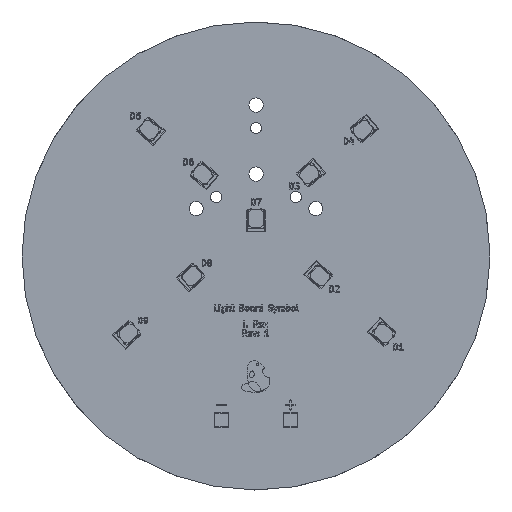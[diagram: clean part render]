
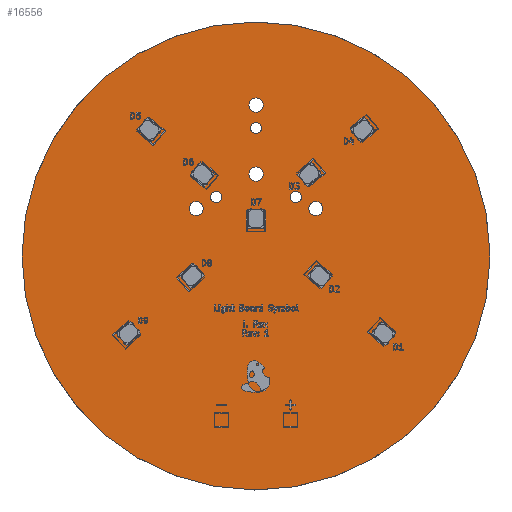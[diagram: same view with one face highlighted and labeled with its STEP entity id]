
A CAD part, top view. The second image highlights one B-rep face of the part: STEP entity #16556.
In plain terms, the highlighted planar face has unit normal (0, 0, 1).
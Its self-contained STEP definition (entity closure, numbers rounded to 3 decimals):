
#16556 = ADVANCED_FACE('',(#16557,#16584,#16595,#16606,#16617,#16628,
    #16639,#16650),#16661,.T.);
#16557 = FACE_BOUND('',#16558,.F.);
#16558 = EDGE_LOOP('',(#16559,#16569,#16578));
#16559 = ORIENTED_EDGE('',*,*,#16560,.T.);
#16560 = EDGE_CURVE('',#16561,#16563,#16565,.T.);
#16561 = VERTEX_POINT('',#16562);
#16562 = CARTESIAN_POINT('',(81.572,40.96,1.566));
#16563 = VERTEX_POINT('',#16564);
#16564 = CARTESIAN_POINT('',(81.569,40.321,1.566));
#16565 = LINE('',#16566,#16567);
#16566 = CARTESIAN_POINT('',(81.572,40.96,1.566));
#16567 = VECTOR('',#16568,1.);
#16568 = DIRECTION('',(-0.004,-1.,0.));
#16569 = ORIENTED_EDGE('',*,*,#16570,.T.);
#16570 = EDGE_CURVE('',#16563,#16571,#16573,.T.);
#16571 = VERTEX_POINT('',#16572);
#16572 = CARTESIAN_POINT('',(81.569,41.599,1.566));
#16573 = CIRCLE('',#16574,40.704);
#16574 = AXIS2_PLACEMENT_3D('',#16575,#16576,#16577);
#16575 = CARTESIAN_POINT('',(40.87,40.96,1.566));
#16576 = DIRECTION('',(-0.,0.,-1.));
#16577 = DIRECTION('',(1.,-0.016,-0.));
#16578 = ORIENTED_EDGE('',*,*,#16579,.T.);
#16579 = EDGE_CURVE('',#16571,#16561,#16580,.T.);
#16580 = LINE('',#16581,#16582);
#16581 = CARTESIAN_POINT('',(81.569,41.599,1.566));
#16582 = VECTOR('',#16583,1.);
#16583 = DIRECTION('',(0.004,-1.,0.));
#16584 = FACE_BOUND('',#16585,.F.);
#16585 = EDGE_LOOP('',(#16586));
#16586 = ORIENTED_EDGE('',*,*,#16587,.T.);
#16587 = EDGE_CURVE('',#16588,#16588,#16590,.T.);
#16588 = VERTEX_POINT('',#16589);
#16589 = CARTESIAN_POINT('',(31.715,49.21,1.566));
#16590 = CIRCLE('',#16591,1.237);
#16591 = AXIS2_PLACEMENT_3D('',#16592,#16593,#16594);
#16592 = CARTESIAN_POINT('',(30.478,49.21,1.566));
#16593 = DIRECTION('',(0.,0.,1.));
#16594 = DIRECTION('',(1.,0.,-0.));
#16595 = FACE_BOUND('',#16596,.F.);
#16596 = EDGE_LOOP('',(#16597));
#16597 = ORIENTED_EDGE('',*,*,#16598,.T.);
#16598 = EDGE_CURVE('',#16599,#16599,#16601,.T.);
#16599 = VERTEX_POINT('',#16600);
#16600 = CARTESIAN_POINT('',(52.5,49.21,1.566));
#16601 = CIRCLE('',#16602,1.237);
#16602 = AXIS2_PLACEMENT_3D('',#16603,#16604,#16605);
#16603 = CARTESIAN_POINT('',(51.262,49.21,1.566));
#16604 = DIRECTION('',(0.,0.,1.));
#16605 = DIRECTION('',(1.,0.,-0.));
#16606 = FACE_BOUND('',#16607,.F.);
#16607 = EDGE_LOOP('',(#16608));
#16608 = ORIENTED_EDGE('',*,*,#16609,.T.);
#16609 = EDGE_CURVE('',#16610,#16610,#16612,.T.);
#16610 = VERTEX_POINT('',#16611);
#16611 = CARTESIAN_POINT('',(34.929,51.21,1.566));
#16612 = CIRCLE('',#16613,0.987);
#16613 = AXIS2_PLACEMENT_3D('',#16614,#16615,#16616);
#16614 = CARTESIAN_POINT('',(33.942,51.21,1.566));
#16615 = DIRECTION('',(0.,0.,1.));
#16616 = DIRECTION('',(1.,0.,-0.));
#16617 = FACE_BOUND('',#16618,.F.);
#16618 = EDGE_LOOP('',(#16619));
#16619 = ORIENTED_EDGE('',*,*,#16620,.T.);
#16620 = EDGE_CURVE('',#16621,#16621,#16623,.T.);
#16621 = VERTEX_POINT('',#16622);
#16622 = CARTESIAN_POINT('',(48.786,51.21,1.566));
#16623 = CIRCLE('',#16624,0.987);
#16624 = AXIS2_PLACEMENT_3D('',#16625,#16626,#16627);
#16625 = CARTESIAN_POINT('',(47.798,51.21,1.566));
#16626 = DIRECTION('',(0.,0.,1.));
#16627 = DIRECTION('',(1.,0.,-0.));
#16628 = FACE_BOUND('',#16629,.F.);
#16629 = EDGE_LOOP('',(#16630));
#16630 = ORIENTED_EDGE('',*,*,#16631,.T.);
#16631 = EDGE_CURVE('',#16632,#16632,#16634,.T.);
#16632 = VERTEX_POINT('',#16633);
#16633 = CARTESIAN_POINT('',(42.107,55.21,1.566));
#16634 = CIRCLE('',#16635,1.237);
#16635 = AXIS2_PLACEMENT_3D('',#16636,#16637,#16638);
#16636 = CARTESIAN_POINT('',(40.87,55.21,1.566));
#16637 = DIRECTION('',(0.,0.,1.));
#16638 = DIRECTION('',(1.,0.,-0.));
#16639 = FACE_BOUND('',#16640,.F.);
#16640 = EDGE_LOOP('',(#16641));
#16641 = ORIENTED_EDGE('',*,*,#16642,.T.);
#16642 = EDGE_CURVE('',#16643,#16643,#16645,.T.);
#16643 = VERTEX_POINT('',#16644);
#16644 = CARTESIAN_POINT('',(41.857,63.21,1.566));
#16645 = CIRCLE('',#16646,0.987);
#16646 = AXIS2_PLACEMENT_3D('',#16647,#16648,#16649);
#16647 = CARTESIAN_POINT('',(40.87,63.21,1.566));
#16648 = DIRECTION('',(0.,0.,1.));
#16649 = DIRECTION('',(1.,0.,-0.));
#16650 = FACE_BOUND('',#16651,.F.);
#16651 = EDGE_LOOP('',(#16652));
#16652 = ORIENTED_EDGE('',*,*,#16653,.T.);
#16653 = EDGE_CURVE('',#16654,#16654,#16656,.T.);
#16654 = VERTEX_POINT('',#16655);
#16655 = CARTESIAN_POINT('',(42.107,67.21,1.566));
#16656 = CIRCLE('',#16657,1.237);
#16657 = AXIS2_PLACEMENT_3D('',#16658,#16659,#16660);
#16658 = CARTESIAN_POINT('',(40.87,67.21,1.566));
#16659 = DIRECTION('',(0.,0.,1.));
#16660 = DIRECTION('',(1.,0.,-0.));
#16661 = PLANE('',#16662);
#16662 = AXIS2_PLACEMENT_3D('',#16663,#16664,#16665);
#16663 = CARTESIAN_POINT('',(0.,0.,1.566));
#16664 = DIRECTION('',(0.,0.,1.));
#16665 = DIRECTION('',(1.,0.,-0.));
